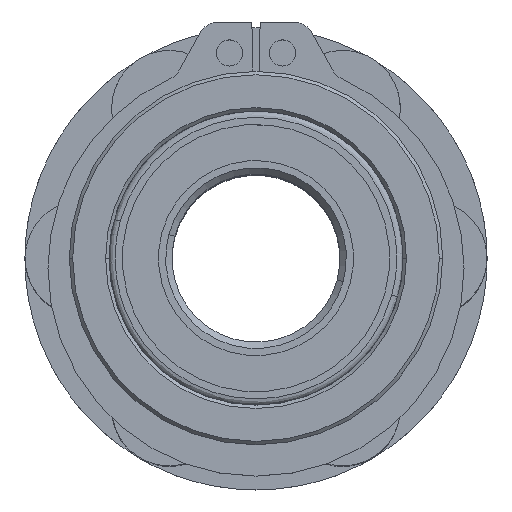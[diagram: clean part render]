
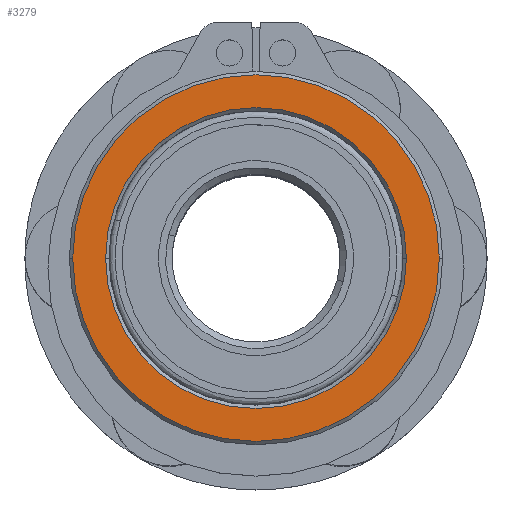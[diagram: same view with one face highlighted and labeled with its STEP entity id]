
A CAD part, top view. The second image highlights one B-rep face of the part: STEP entity #3279.
In plain terms, the highlighted planar face has unit normal (0, 0, 1).
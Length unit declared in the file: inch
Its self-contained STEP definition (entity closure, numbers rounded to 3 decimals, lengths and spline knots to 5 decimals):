
#1 = EDGE_CURVE ( 'NONE', #1574, #2511, #2229, .T. ) ;
#368 = ORIENTED_EDGE ( 'NONE', *, *, #1, .T. ) ;
#579 = CARTESIAN_POINT ( 'NONE',  ( 0., 0., 1.875 ) ) ;
#799 = AXIS2_PLACEMENT_3D ( 'NONE', #2747, #2688, #2777 ) ;
#1023 = EDGE_CURVE ( 'NONE', #5166, #1719, #4549, .T. ) ;
#1046 = ORIENTED_EDGE ( 'NONE', *, *, #1023, .T. ) ;
#1296 = CARTESIAN_POINT ( 'NONE',  ( 0.4475, 0., 1.875 ) ) ;
#1321 = FACE_BOUND ( 'NONE', #5774, .T. ) ;
#1385 = AXIS2_PLACEMENT_3D ( 'NONE', #579, #2402, #5495 ) ;
#1410 = CARTESIAN_POINT ( 'NONE',  ( 0., 0., 1.875 ) ) ;
#1479 = AXIS2_PLACEMENT_3D ( 'NONE', #1410, #3188, #2116 ) ;
#1538 = AXIS2_PLACEMENT_3D ( 'NONE', #2172, #3517, #4471 ) ;
#1574 = VERTEX_POINT ( 'NONE', #2559 ) ;
#1719 = VERTEX_POINT ( 'NONE', #1296 ) ;
#1816 = AXIS2_PLACEMENT_3D ( 'NONE', #4127, #4634, #4163 ) ;
#2053 = ORIENTED_EDGE ( 'NONE', *, *, #3382, .T. ) ;
#2116 = DIRECTION ( 'NONE',  ( 1., 0., 0. ) ) ;
#2172 = CARTESIAN_POINT ( 'NONE',  ( 0., 0., 1.875 ) ) ;
#2229 = CIRCLE ( 'NONE', #1479, 0.54539 ) ;
#2402 = DIRECTION ( 'NONE',  ( 0., 0., -1. ) ) ;
#2511 = VERTEX_POINT ( 'NONE', #3104 ) ;
#2559 = CARTESIAN_POINT ( 'NONE',  ( 0.54539, 0., 1.875 ) ) ;
#2688 = DIRECTION ( 'NONE',  ( 0., 0., -1. ) ) ;
#2698 = PLANE ( 'NONE',  #1538 ) ;
#2707 = EDGE_LOOP ( 'NONE', ( #2053, #368 ) ) ;
#2747 = CARTESIAN_POINT ( 'NONE',  ( 0., 0., 1.875 ) ) ;
#2777 = DIRECTION ( 'NONE',  ( 1., 0., 0. ) ) ;
#2950 = ORIENTED_EDGE ( 'NONE', *, *, #3520, .T. ) ;
#3100 = CARTESIAN_POINT ( 'NONE',  ( -0.4475, 0., 1.875 ) ) ;
#3104 = CARTESIAN_POINT ( 'NONE',  ( -0.54539, 0., 1.875 ) ) ;
#3164 = FACE_OUTER_BOUND ( 'NONE', #2707, .T. ) ;
#3188 = DIRECTION ( 'NONE',  ( 0., 0., 1. ) ) ;
#3279 = ADVANCED_FACE ( 'NONE', ( #3164, #1321 ), #2698, .T. ) ;
#3314 = CIRCLE ( 'NONE', #799, 0.4475 ) ;
#3382 = EDGE_CURVE ( 'NONE', #2511, #1574, #3964, .T. ) ;
#3517 = DIRECTION ( 'NONE',  ( 0., 0., 1. ) ) ;
#3520 = EDGE_CURVE ( 'NONE', #1719, #5166, #3314, .T. ) ;
#3964 = CIRCLE ( 'NONE', #1816, 0.54539 ) ;
#4127 = CARTESIAN_POINT ( 'NONE',  ( 0., 0., 1.875 ) ) ;
#4163 = DIRECTION ( 'NONE',  ( 1., 0., 0. ) ) ;
#4471 = DIRECTION ( 'NONE',  ( 1., 0., 0. ) ) ;
#4549 = CIRCLE ( 'NONE', #1385, 0.4475 ) ;
#4634 = DIRECTION ( 'NONE',  ( 0., 0., 1. ) ) ;
#5166 = VERTEX_POINT ( 'NONE', #3100 ) ;
#5495 = DIRECTION ( 'NONE',  ( 1., 0., 0. ) ) ;
#5774 = EDGE_LOOP ( 'NONE', ( #2950, #1046 ) ) ;
